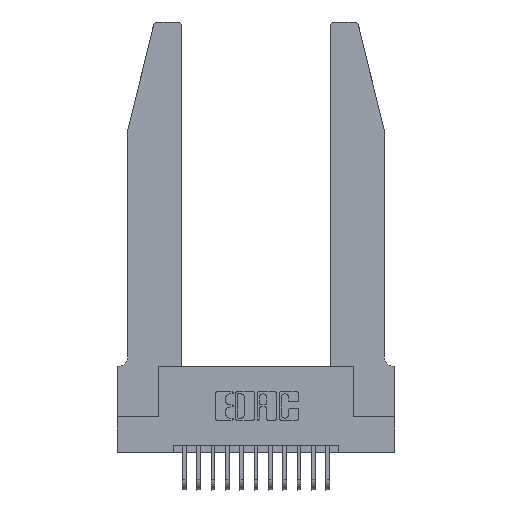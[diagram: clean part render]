
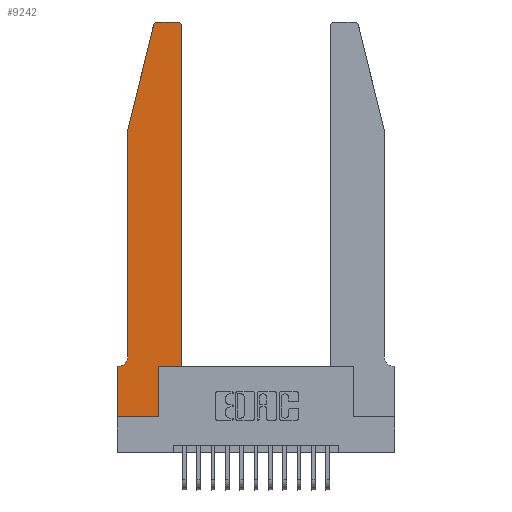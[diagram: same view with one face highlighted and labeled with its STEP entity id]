
A CAD part, top view. The second image highlights one B-rep face of the part: STEP entity #9242.
In plain terms, the highlighted planar face has unit normal (0, 0, 1).
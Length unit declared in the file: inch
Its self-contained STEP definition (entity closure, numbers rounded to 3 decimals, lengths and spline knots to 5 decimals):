
#180 = AXIS2_PLACEMENT_3D ( 'NONE', #8016, #18375, #9511 ) ;
#424 = VECTOR ( 'NONE', #6686, 39.37008 ) ;
#584 = VERTEX_POINT ( 'NONE', #6421 ) ;
#766 = AXIS2_PLACEMENT_3D ( 'NONE', #1668, #12043, #3166 ) ;
#909 = LINE ( 'NONE', #10856, #12291 ) ;
#985 = CARTESIAN_POINT ( 'NONE',  ( 0.0755, 0.35, 0.37 ) ) ;
#1087 = DIRECTION ( 'NONE',  ( 0., -1., 0. ) ) ;
#1096 = LINE ( 'NONE', #985, #12017 ) ;
#1263 = VERTEX_POINT ( 'NONE', #8843 ) ;
#1584 = CARTESIAN_POINT ( 'NONE',  ( 0.4505, 0.35, 0.37 ) ) ;
#1651 = VERTEX_POINT ( 'NONE', #2734 ) ;
#1668 = CARTESIAN_POINT ( 'NONE',  ( 0.284, 2.72, 0.37 ) ) ;
#1970 = CARTESIAN_POINT ( 'NONE',  ( 0.0755, 2., 0.37 ) ) ;
#2017 = ORIENTED_EDGE ( 'NONE', *, *, #8859, .T. ) ;
#2151 = CIRCLE ( 'NONE', #3686, 0.03 ) ;
#2440 = LINE ( 'NONE', #5181, #9882 ) ;
#2491 = DIRECTION ( 'NONE',  ( -1., 0., 0. ) ) ;
#2506 = CARTESIAN_POINT ( 'NONE',  ( 0., 0.35, 0.37 ) ) ;
#2693 = VERTEX_POINT ( 'NONE', #12471 ) ;
#2734 = CARTESIAN_POINT ( 'NONE',  ( 0.0755, 0.42, 0.37 ) ) ;
#3166 = DIRECTION ( 'NONE',  ( 1., 0., 0. ) ) ;
#3368 = ORIENTED_EDGE ( 'NONE', *, *, #17945, .T. ) ;
#3381 = ORIENTED_EDGE ( 'NONE', *, *, #12560, .T. ) ;
#3393 = EDGE_CURVE ( 'NONE', #12541, #1651, #9319, .T. ) ;
#3436 = CARTESIAN_POINT ( 'NONE',  ( 0., 0.35, 0.37 ) ) ;
#3572 = ORIENTED_EDGE ( 'NONE', *, *, #7001, .T. ) ;
#3629 = ORIENTED_EDGE ( 'NONE', *, *, #15921, .T. ) ;
#3686 = AXIS2_PLACEMENT_3D ( 'NONE', #15398, #6500, #16896 ) ;
#3851 = CARTESIAN_POINT ( 'NONE',  ( 0., 0., 0.37 ) ) ;
#3975 = ORIENTED_EDGE ( 'NONE', *, *, #7262, .T. ) ;
#4328 = ORIENTED_EDGE ( 'NONE', *, *, #8746, .T. ) ;
#4849 = ORIENTED_EDGE ( 'NONE', *, *, #15183, .T. ) ;
#5100 = EDGE_CURVE ( 'NONE', #11991, #12541, #909, .T. ) ;
#5113 = DIRECTION ( 'NONE',  ( 0., 1., 0. ) ) ;
#5167 = DIRECTION ( 'NONE',  ( 0., -1., 0. ) ) ;
#5181 = CARTESIAN_POINT ( 'NONE',  ( 0.2865, 0.35, 0.37 ) ) ;
#6384 = EDGE_CURVE ( 'NONE', #14336, #14634, #1096, .T. ) ;
#6421 = CARTESIAN_POINT ( 'NONE',  ( 0.2865, 0., 0.37 ) ) ;
#6500 = DIRECTION ( 'NONE',  ( 0., 0., 1. ) ) ;
#6686 = DIRECTION ( 'NONE',  ( -1., 0., 0. ) ) ;
#7001 = EDGE_CURVE ( 'NONE', #14634, #17176, #10157, .T. ) ;
#7057 = CARTESIAN_POINT ( 'NONE',  ( 0., 0., 0.37 ) ) ;
#7262 = EDGE_CURVE ( 'NONE', #18690, #11991, #10397, .T. ) ;
#7474 = VERTEX_POINT ( 'NONE', #9233 ) ;
#7713 = VECTOR ( 'NONE', #18724, 39.37008 ) ;
#7776 = CARTESIAN_POINT ( 'NONE',  ( 0.0055, 0.35, 0.37 ) ) ;
#7871 = PLANE ( 'NONE',  #15729 ) ;
#7929 = DIRECTION ( 'NONE',  ( 0., 0., 1. ) ) ;
#8016 = CARTESIAN_POINT ( 'NONE',  ( 0.0055, 0.42, 0.37 ) ) ;
#8125 = EDGE_LOOP ( 'NONE', ( #4849, #3975, #13135, #11753, #2017, #10848, #3572, #3629, #11367, #4328, #3368, #3381 ) ) ;
#8746 = EDGE_CURVE ( 'NONE', #7474, #1263, #13771, .T. ) ;
#8843 = CARTESIAN_POINT ( 'NONE',  ( 0.4505, 0.35, 0.37 ) ) ;
#8859 = EDGE_CURVE ( 'NONE', #1651, #14336, #15402, .T. ) ;
#9233 = CARTESIAN_POINT ( 'NONE',  ( 0.2865, 0.35, 0.37 ) ) ;
#9242 = ADVANCED_FACE ( 'NONE', ( #15472 ), #7871, .T. ) ;
#9319 = LINE ( 'NONE', #17056, #12773 ) ;
#9511 = DIRECTION ( 'NONE',  ( -1., 0., 0. ) ) ;
#9882 = VECTOR ( 'NONE', #5113, 39.37008 ) ;
#10157 = LINE ( 'NONE', #18876, #17573 ) ;
#10224 = CARTESIAN_POINT ( 'NONE',  ( 0.4505, 2.72, 0.37 ) ) ;
#10321 = CARTESIAN_POINT ( 'NONE',  ( 0.284, 2.75, 0.37 ) ) ;
#10397 = CIRCLE ( 'NONE', #766, 0.03 ) ;
#10627 = DIRECTION ( 'NONE',  ( 1., 0., 0. ) ) ;
#10848 = ORIENTED_EDGE ( 'NONE', *, *, #6384, .T. ) ;
#10856 = CARTESIAN_POINT ( 'NONE',  ( 0.0755, 2., 0.37 ) ) ;
#11367 = ORIENTED_EDGE ( 'NONE', *, *, #11386, .T. ) ;
#11386 = EDGE_CURVE ( 'NONE', #584, #7474, #2440, .T. ) ;
#11654 = LINE ( 'NONE', #3851, #7713 ) ;
#11753 = ORIENTED_EDGE ( 'NONE', *, *, #3393, .T. ) ;
#11971 = DIRECTION ( 'NONE',  ( 0., 1., 0. ) ) ;
#11991 = VERTEX_POINT ( 'NONE', #18477 ) ;
#12017 = VECTOR ( 'NONE', #2491, 39.37008 ) ;
#12043 = DIRECTION ( 'NONE',  ( 0., 0., 1. ) ) ;
#12291 = VECTOR ( 'NONE', #12320, 39.37008 ) ;
#12320 = DIRECTION ( 'NONE',  ( -0.239, -0.971, 0. ) ) ;
#12471 = CARTESIAN_POINT ( 'NONE',  ( 0.4205, 2.75, 0.37 ) ) ;
#12541 = VERTEX_POINT ( 'NONE', #1970 ) ;
#12560 = EDGE_CURVE ( 'NONE', #12814, #2693, #2151, .T. ) ;
#12773 = VECTOR ( 'NONE', #5167, 39.37008 ) ;
#12814 = VERTEX_POINT ( 'NONE', #10224 ) ;
#13135 = ORIENTED_EDGE ( 'NONE', *, *, #5100, .T. ) ;
#13771 = LINE ( 'NONE', #15134, #17268 ) ;
#14089 = CARTESIAN_POINT ( 'NONE',  ( 0.2605, 2.75, 0.37 ) ) ;
#14336 = VERTEX_POINT ( 'NONE', #7776 ) ;
#14595 = VECTOR ( 'NONE', #11971, 39.37008 ) ;
#14634 = VERTEX_POINT ( 'NONE', #2506 ) ;
#15048 = LINE ( 'NONE', #1584, #14595 ) ;
#15134 = CARTESIAN_POINT ( 'NONE',  ( 0.4505, 0.35, 0.37 ) ) ;
#15183 = EDGE_CURVE ( 'NONE', #2693, #18690, #16679, .T. ) ;
#15398 = CARTESIAN_POINT ( 'NONE',  ( 0.4205, 2.72, 0.37 ) ) ;
#15402 = CIRCLE ( 'NONE', #180, 0.07 ) ;
#15472 = FACE_OUTER_BOUND ( 'NONE', #8125, .T. ) ;
#15729 = AXIS2_PLACEMENT_3D ( 'NONE', #3436, #7929, #18298 ) ;
#15921 = EDGE_CURVE ( 'NONE', #17176, #584, #11654, .T. ) ;
#16679 = LINE ( 'NONE', #14089, #424 ) ;
#16896 = DIRECTION ( 'NONE',  ( 1., 0., 0. ) ) ;
#17056 = CARTESIAN_POINT ( 'NONE',  ( 0.0755, 2., 0.37 ) ) ;
#17176 = VERTEX_POINT ( 'NONE', #7057 ) ;
#17268 = VECTOR ( 'NONE', #10627, 39.37008 ) ;
#17573 = VECTOR ( 'NONE', #1087, 39.37008 ) ;
#17945 = EDGE_CURVE ( 'NONE', #1263, #12814, #15048, .T. ) ;
#18298 = DIRECTION ( 'NONE',  ( 1., 0., 0. ) ) ;
#18375 = DIRECTION ( 'NONE',  ( 0., 0., -1. ) ) ;
#18477 = CARTESIAN_POINT ( 'NONE',  ( 0.25487, 2.72718, 0.37 ) ) ;
#18690 = VERTEX_POINT ( 'NONE', #10321 ) ;
#18724 = DIRECTION ( 'NONE',  ( 1., 0., 0. ) ) ;
#18876 = CARTESIAN_POINT ( 'NONE',  ( 0., 0., 0.37 ) ) ;
